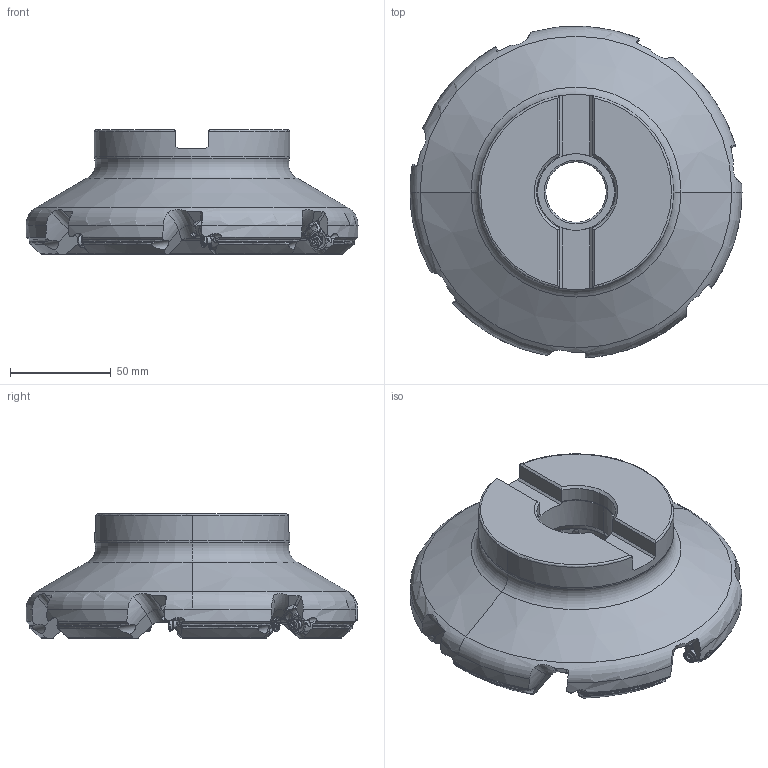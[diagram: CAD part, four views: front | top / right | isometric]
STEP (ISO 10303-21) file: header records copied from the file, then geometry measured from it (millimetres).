
FILE_DESCRIPTION(/* description */ (''),/* implementation_level */ '2;1');
FILE_NAME(/* name */ 'WSX445UR0607EA.stp',/* time_stamp */ '2021-09-08T11:36:30+09:00',/* author */ (''),/* organization */ (''),/* preprocessor_version */ 'ST-DEVELOPER v16',/* originating_system */ 'SIEMENS PLM Software NX 10.0',/* authorisation */ '');
FILE_SCHEMA (('AUTOMOTIVE_DESIGN { 1 0 10303 214 3 1 1 1 }'));
Length unit declared in the file: millimetre
Products named in the file (1): WSX445UR0607EA_ASM
Bounding box: 164.67 x 164.54 x 61.75 mm (x, y, z)
Volume: 611414 mm3; surface area: 72957.9 mm2
Topology: 8 solids, 8 shells, 1067 faces, 2744 edges, 1715 vertices
Faces by surface type: cylinder 334, plane 238, bspline 217, torus 114, cone 59, extrusion 56, sphere 49
Entity records: 73892 total; most frequent: CARTESIAN_POINT 49884, ORIENTED_EDGE 5432, DIRECTION 4263, EDGE_CURVE 2716, AXIS2_PLACEMENT_3D 1720, VERTEX_POINT 1680, B_SPLINE_CURVE_WITH_KNOTS 1116, EDGE_LOOP 1098
